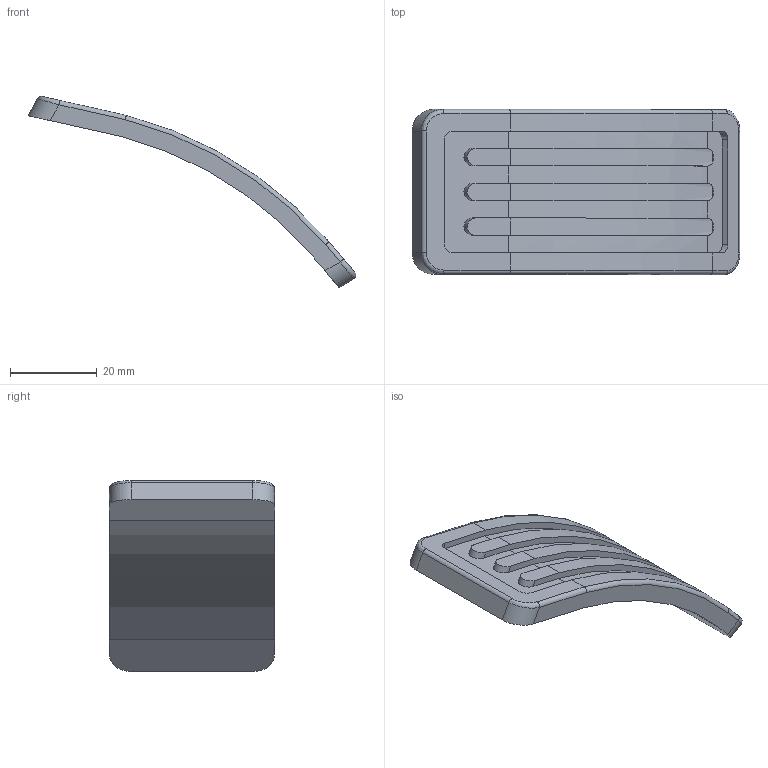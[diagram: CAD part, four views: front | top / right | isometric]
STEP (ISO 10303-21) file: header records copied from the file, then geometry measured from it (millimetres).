
FILE_DESCRIPTION(/* description */ (''),/* implementation_level */ '2;1');
FILE_NAME(/* name */ 'MANIFOLD_SOLID_BREP_3515_.stp',/* time_stamp */ '2016-06-02T11:45:24+02:00',/* author */ (''),/* organization */ (''),/* preprocessor_version */ 'ST-DEVELOPER v16.5',/* originating_system */ 'Autodesk Translation Framework v5.0.0.3310',/* authorisation */ '');
FILE_SCHEMA (('AUTOMOTIVE_DESIGN { 1 0 10303 214 3 1 1 }'));
Length unit declared in the file: centimetre
Products named in the file (1): MANIFOLD_SOLID_BREP_3515_
Bounding box: 75.46 x 38 x 43.97 mm (x, y, z)
Volume: 14061.4 mm3; surface area: 8449.1 mm2
Topology: 1 solids, 1 shells, 62 faces, 168 edges, 108 vertices
Faces by surface type: cylinder 30, plane 26, bspline 4, torus 2
Entity records: 2298 total; most frequent: CARTESIAN_POINT 711, ORIENTED_EDGE 336, DIRECTION 324, EDGE_CURVE 168, AXIS2_PLACEMENT_3D 117, VERTEX_POINT 108, LINE 90, VECTOR 90
